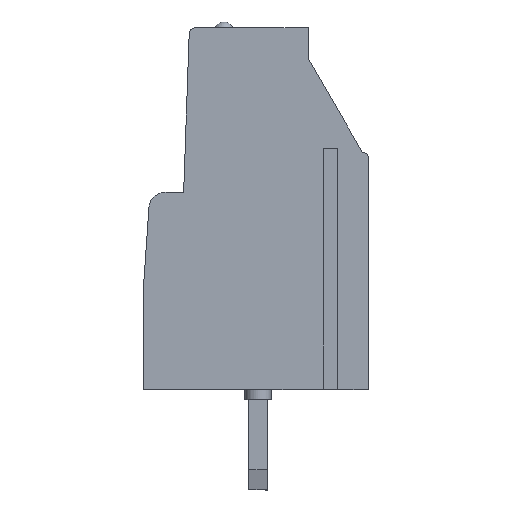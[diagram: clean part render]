
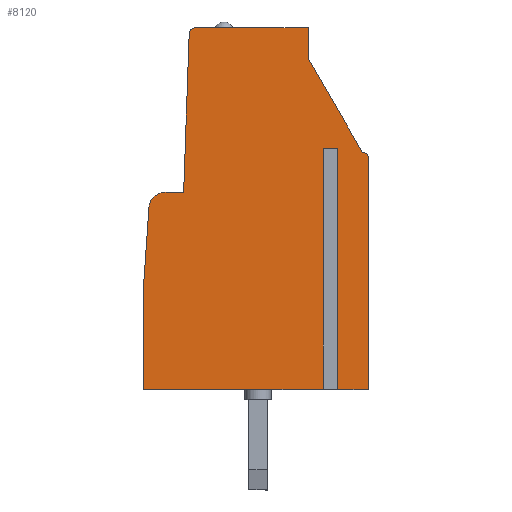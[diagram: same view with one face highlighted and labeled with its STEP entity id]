
A CAD part, top view. The second image highlights one B-rep face of the part: STEP entity #8120.
In plain terms, the highlighted planar face has unit normal (0, 0, 1).
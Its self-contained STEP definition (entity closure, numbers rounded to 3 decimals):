
#100=CARTESIAN_POINT('',(-36.604,87.486,
   -1.19));
#110=VERTEX_POINT('',#100);
#160=CARTESIAN_POINT('',(-79.995,87.486,
   -1.19));
#170=DIRECTION('',(-1.,0.,
   0.));
#180=VECTOR('',#170,1.);
#190=LINE('',#160,#180);
#200=CARTESIAN_POINT('',(-36.19,87.486,
   -1.19));
#210=VERTEX_POINT('',#200);
#220=EDGE_CURVE('',#210,#110,#190,.T.);
#6870=CARTESIAN_POINT('',(-79.995,0.
   ,-1.19));
#6880=DIRECTION('',(0.,0.,
   -1.));
#6890=DIRECTION('',(-1.,0.,
   0.));
#6900=AXIS2_PLACEMENT_3D('',#6870,#6880,#6890);
#6910=PLANE('',#6900);
#6920=CARTESIAN_POINT('',(-43.125,93.186
   ,-1.19));
#6930=DIRECTION('',(0.,0.,
   -1.));
#6940=DIRECTION('',(-1.,0.,
   0.));
#6950=AXIS2_PLACEMENT_3D('',#6920,#6930,#6940);
#6960=CIRCLE('',#6950,0.3);
#6970=CARTESIAN_POINT('',(-43.425,93.196
   ,-1.19));
#6980=VERTEX_POINT('',#6970);
#6990=CARTESIAN_POINT('',(-43.125,93.486
   ,-1.19));
#7000=VERTEX_POINT('',#6990);
#7010=EDGE_CURVE('',#6980,#7000,#6960,.T.);
#7020=ORIENTED_EDGE('',*,*,#7010,.F.);
#7030=CARTESIAN_POINT('',(-79.995,93.486
   ,-1.19));
#7040=DIRECTION('',(1.,0.,
   0.));
#7050=VECTOR('',#7040,1.);
#7060=LINE('',#7030,#7050);
#7070=CARTESIAN_POINT('',(-37.497,93.486
   ,-1.19));
#7080=VERTEX_POINT('',#7070);
#7090=EDGE_CURVE('',#7000,#7080,#7060,.T.);
#7100=ORIENTED_EDGE('',*,*,#7090,.F.);
#7110=CARTESIAN_POINT('',(-37.497,0.
   ,-1.19));
#7120=DIRECTION('',(0.,-1.,
   0.));
#7130=VECTOR('',#7120,1.);
#7140=LINE('',#7110,#7130);
#7150=CARTESIAN_POINT('',(-37.497,91.962
   ,-1.19));
#7160=VERTEX_POINT('',#7150);
#7170=EDGE_CURVE('',#7080,#7160,#7140,.T.);
#7180=ORIENTED_EDGE('',*,*,#7170,.F.);
#7190=CARTESIAN_POINT('',(15.597,0.,
   -1.19));
#7200=DIRECTION('',(-0.5,0.866,
   0.));
#7210=VECTOR('',#7200,1.);
#7220=LINE('',#7190,#7210);
#7230=CARTESIAN_POINT('',(-34.797,87.286
   ,-1.19));
#7240=VERTEX_POINT('',#7230);
#7250=EDGE_CURVE('',#7240,#7160,#7220,.T.);
#7260=ORIENTED_EDGE('',*,*,#7250,.T.);
#7270=CARTESIAN_POINT('',(-34.797,86.986
   ,-1.19));
#7280=DIRECTION('',(0.,0.,
   -1.));
#7290=DIRECTION('',(-1.,0.,
   0.));
#7300=AXIS2_PLACEMENT_3D('',#7270,#7280,#7290);
#7310=CIRCLE('',#7300,0.3);
#7320=CARTESIAN_POINT('',(-34.497,86.986
   ,-1.19));
#7330=VERTEX_POINT('',#7320);
#7340=EDGE_CURVE('',#7240,#7330,#7310,.T.);
#7350=ORIENTED_EDGE('',*,*,#7340,.F.);
#7360=CARTESIAN_POINT('',(-34.497,0.
   ,-1.19));
#7370=DIRECTION('',(0.,-1.,
   0.));
#7380=VECTOR('',#7370,1.);
#7390=LINE('',#7360,#7380);
#7400=CARTESIAN_POINT('',(-34.497,75.486
   ,-1.19));
#7410=VERTEX_POINT('',#7400);
#7420=EDGE_CURVE('',#7330,#7410,#7390,.T.);
#7430=ORIENTED_EDGE('',*,*,#7420,.F.);
#7440=CARTESIAN_POINT('',(-79.995,75.486
   ,-1.19));
#7450=DIRECTION('',(-1.,0.,
   0.));
#7460=VECTOR('',#7450,1.);
#7470=LINE('',#7440,#7460);
#7480=CARTESIAN_POINT('',(-36.19,75.486
   ,-1.19));
#7490=VERTEX_POINT('',#7480);
#7500=EDGE_CURVE('',#7410,#7490,#7470,.T.);
#7510=ORIENTED_EDGE('',*,*,#7500,.F.);
#7520=CARTESIAN_POINT('',(-36.19,0.
   ,-1.19));
#7530=DIRECTION('',(0.,1.,
   0.));
#7540=VECTOR('',#7530,1.);
#7550=LINE('',#7520,#7540);
#7560=EDGE_CURVE('',#7490,#210,#7550,.T.);
#7570=ORIENTED_EDGE('',*,*,#7560,.F.);
#7580=ORIENTED_EDGE('',*,*,#220,.F.);
#7590=CARTESIAN_POINT('',(-36.604,0.
   ,-1.19));
#7600=DIRECTION('',(0.,-1.,
   0.));
#7610=VECTOR('',#7600,1.);
#7620=LINE('',#7590,#7610);
#7630=CARTESIAN_POINT('',(-36.604,75.486
   ,-1.19));
#7640=VERTEX_POINT('',#7630);
#7650=EDGE_CURVE('',#110,#7640,#7620,.T.);
#7660=ORIENTED_EDGE('',*,*,#7650,.F.);
#7670=CARTESIAN_POINT('',(-45.697,75.486
   ,-1.19));
#7680=VERTEX_POINT('',#7670);
#7690=EDGE_CURVE('',#7640,#7680,#7470,.T.);
#7700=ORIENTED_EDGE('',*,*,#7690,.F.);
#7710=CARTESIAN_POINT('',(-45.697,0.
   ,-1.19));
#7720=DIRECTION('',(0.,1.,
   0.));
#7730=VECTOR('',#7720,1.);
#7740=LINE('',#7710,#7730);
#7750=CARTESIAN_POINT('',(-45.697,80.656
   ,-1.19));
#7760=VERTEX_POINT('',#7750);
#7770=EDGE_CURVE('',#7680,#7760,#7740,.T.);
#7780=ORIENTED_EDGE('',*,*,#7770,.F.);
#7790=CARTESIAN_POINT('',(-51.272,0.
   ,-1.19));
#7800=DIRECTION('',(-0.069,-0.998,
   0.));
#7810=VECTOR('',#7800,1.);
#7820=LINE('',#7790,#7810);
#7830=CARTESIAN_POINT('',(-45.429,84.541
   ,-1.19));
#7840=VERTEX_POINT('',#7830);
#7850=EDGE_CURVE('',#7840,#7760,#7820,.T.);
#7860=ORIENTED_EDGE('',*,*,#7850,.T.);
#7870=CARTESIAN_POINT('',(-44.631,84.486
   ,-1.19));
#7880=DIRECTION('',(0.,0.,
   -1.));
#7890=DIRECTION('',(-1.,0.,
   0.));
#7900=AXIS2_PLACEMENT_3D('',#7870,#7880,#7890);
#7910=CIRCLE('',#7900,0.8);
#7920=CARTESIAN_POINT('',(-44.631,85.286
   ,-1.19));
#7930=VERTEX_POINT('',#7920);
#7940=EDGE_CURVE('',#7840,#7930,#7910,.T.);
#7950=ORIENTED_EDGE('',*,*,#7940,.F.);
#7960=CARTESIAN_POINT('',(-79.995,85.286
   ,-1.19));
#7970=DIRECTION('',(1.,0.,
   0.));
#7980=VECTOR('',#7970,1.);
#7990=LINE('',#7960,#7980);
#8000=CARTESIAN_POINT('',(-43.701,85.286
   ,-1.19));
#8010=VERTEX_POINT('',#8000);
#8020=EDGE_CURVE('',#7930,#8010,#7990,.T.);
#8030=ORIENTED_EDGE('',*,*,#8020,.F.);
#8040=CARTESIAN_POINT('',(-46.679,0.
   ,-1.19));
#8050=DIRECTION('',(0.035,0.999,
   0.));
#8060=VECTOR('',#8050,1.);
#8070=LINE('',#8040,#8060);
#8080=EDGE_CURVE('',#8010,#6980,#8070,.T.);
#8090=ORIENTED_EDGE('',*,*,#8080,.F.);
#8100=EDGE_LOOP('',(#8090,#8030,#7950,#7860,#7780,#7700,#7660,#7580,
   #7570,#7510,#7430,#7350,#7260,#7180,#7100,#7020));
#8110=FACE_OUTER_BOUND('',#8100,.T.);
#8120=ADVANCED_FACE('',(#8110),#6910,.F.);
